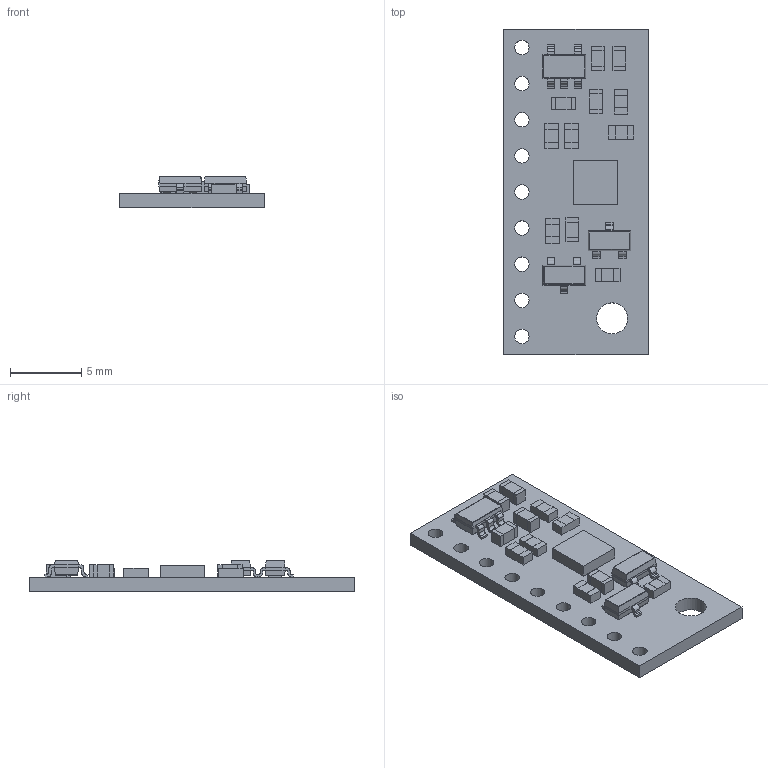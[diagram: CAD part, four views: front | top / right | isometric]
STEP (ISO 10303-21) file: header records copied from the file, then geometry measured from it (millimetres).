
FILE_DESCRIPTION (( 'STEP AP214' ), '1' );
FILE_NAME ('lsm6ds33-3d-accelerometer-and-gyro-carrier-with-voltage-regulator.step', '2017-07-06T20:52:19', ( '' ), ( '' ), 'SwSTEP 2.0', 'SolidWorks 2016', '' );
FILE_SCHEMA (( 'AUTOMOTIVE_DESIGN' ));
Length unit declared in the file: millimetre
Products named in the file (1): lsm6ds33-3d-accelerometer-and-gyro-carrier-with-voltage-regulator
Bounding box: 10.16 x 22.86 x 2.22 mm (x, y, z)
Volume: 261.2 mm3; surface area: 668.7 mm2
Topology: 1 solids, 1 shells, 709 faces, 1879 edges, 1216 vertices
Faces by surface type: plane 472, bspline 159, cylinder 78
Full cylindrical faces by diameter (mm): 1.016 x9, 2.184 x1
Entity records: 34884 total; most frequent: CARTESIAN_POINT 10608, ORIENTED_EDGE 3738, DIRECTION 2707, EDGE_CURVE 1869, VECTOR 1389, LINE 1389, VERTEX_POINT 1216, EDGE_LOOP 799
